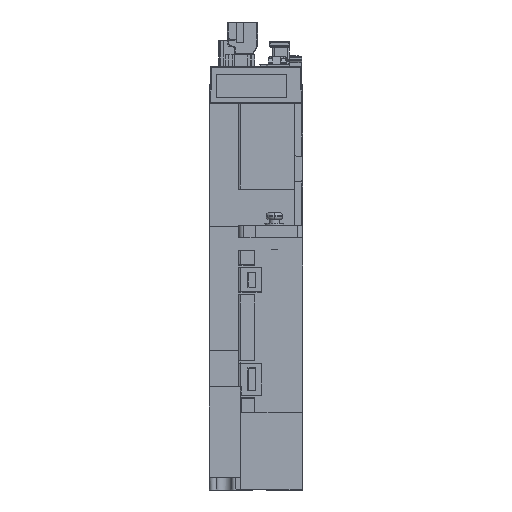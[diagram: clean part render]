
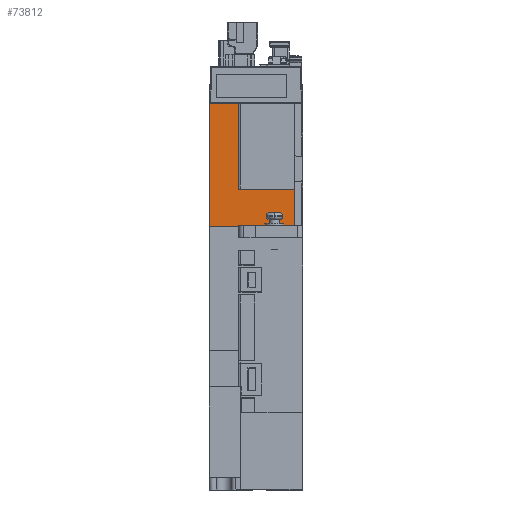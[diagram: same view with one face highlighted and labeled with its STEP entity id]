
A CAD part, front view. The second image highlights one B-rep face of the part: STEP entity #73812.
In plain terms, the highlighted planar face has unit normal (0, -1, 0).
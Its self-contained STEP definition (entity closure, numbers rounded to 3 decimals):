
#1687 = VERTEX_POINT ( 'NONE', #91901 ) ;
#6189 = LINE ( 'NONE', #21025, #160882 ) ;
#12557 = ORIENTED_EDGE ( 'NONE', *, *, #26903, .F. ) ;
#13929 = LINE ( 'NONE', #70576, #73569 ) ;
#16014 = ORIENTED_EDGE ( 'NONE', *, *, #139312, .T. ) ;
#16791 = LINE ( 'NONE', #83731, #115841 ) ;
#17349 = DIRECTION ( 'NONE',  ( -1., 0., 0. ) ) ;
#17916 = CARTESIAN_POINT ( 'NONE',  ( -9.759, -3.16, -0.599 ) ) ;
#18188 = VECTOR ( 'NONE', #160049, 39.37 ) ;
#21025 = CARTESIAN_POINT ( 'NONE',  ( -0.276, -3.16, -2.752 ) ) ;
#26903 = EDGE_CURVE ( 'NONE', #35461, #118537, #50470, .T. ) ;
#28940 = VERTEX_POINT ( 'NONE', #49290 ) ;
#32216 = CARTESIAN_POINT ( 'NONE',  ( 0.61, -3.16, -2.554 ) ) ;
#35369 = ORIENTED_EDGE ( 'NONE', *, *, #71768, .T. ) ;
#35461 = VERTEX_POINT ( 'NONE', #169860 ) ;
#42506 = EDGE_CURVE ( 'NONE', #28940, #118537, #173965, .T. ) ;
#44053 = LINE ( 'NONE', #100724, #155217 ) ;
#44408 = PLANE ( 'NONE',  #104220 ) ;
#46006 = VECTOR ( 'NONE', #71573, 39.37 ) ;
#47420 = VERTEX_POINT ( 'NONE', #151130 ) ;
#49290 = CARTESIAN_POINT ( 'NONE',  ( -0.276, -3.16, -0.599 ) ) ;
#50470 = LINE ( 'NONE', #164771, #69280 ) ;
#51318 = CARTESIAN_POINT ( 'NONE',  ( -0.276, -3.16, -2.554 ) ) ;
#60552 = EDGE_CURVE ( 'NONE', #162892, #157692, #44053, .T. ) ;
#62557 = DIRECTION ( 'NONE',  ( 0., 0., 1. ) ) ;
#62948 = CARTESIAN_POINT ( 'NONE',  ( -0.748, -3.16, -0.599 ) ) ;
#67786 = ORIENTED_EDGE ( 'NONE', *, *, #42506, .T. ) ;
#69280 = VECTOR ( 'NONE', #62557, 39.37 ) ;
#70576 = CARTESIAN_POINT ( 'NONE',  ( 0.61, -3.16, 0. ) ) ;
#71573 = DIRECTION ( 'NONE',  ( 0., 0., 1. ) ) ;
#71768 = EDGE_CURVE ( 'NONE', #35461, #47420, #16791, .T. ) ;
#73457 = DIRECTION ( 'NONE',  ( 1., 0., 0. ) ) ;
#73569 = VECTOR ( 'NONE', #142178, 39.37 ) ;
#73812 = ADVANCED_FACE ( 'NONE', ( #88050 ), #44408, .T. ) ;
#75129 = EDGE_CURVE ( 'NONE', #47420, #162892, #6189, .T. ) ;
#75363 = VERTEX_POINT ( 'NONE', #101258 ) ;
#83731 = CARTESIAN_POINT ( 'NONE',  ( -9.759, -3.16, -2.571 ) ) ;
#86431 = LINE ( 'NONE', #98536, #46006 ) ;
#88050 = FACE_OUTER_BOUND ( 'NONE', #140828, .T. ) ;
#91901 = CARTESIAN_POINT ( 'NONE',  ( 0.61, -3.16, -1.969 ) ) ;
#98536 = CARTESIAN_POINT ( 'NONE',  ( -0.276, -3.16, 0. ) ) ;
#100063 = LINE ( 'NONE', #114917, #120509 ) ;
#100724 = CARTESIAN_POINT ( 'NONE',  ( -9.759, -3.16, -2.554 ) ) ;
#101258 = CARTESIAN_POINT ( 'NONE',  ( -0.276, -3.16, -1.969 ) ) ;
#104220 = AXIS2_PLACEMENT_3D ( 'NONE', #129954, #173529, #116852 ) ;
#105035 = EDGE_CURVE ( 'NONE', #1687, #75363, #100063, .T. ) ;
#114917 = CARTESIAN_POINT ( 'NONE',  ( -9.759, -3.16, -1.969 ) ) ;
#115841 = VECTOR ( 'NONE', #73457, 39.37 ) ;
#116852 = DIRECTION ( 'NONE',  ( 0., 0., -1. ) ) ;
#118537 = VERTEX_POINT ( 'NONE', #62948 ) ;
#118608 = DIRECTION ( 'NONE',  ( 0., 0., 1. ) ) ;
#120509 = VECTOR ( 'NONE', #17349, 39.37 ) ;
#129954 = CARTESIAN_POINT ( 'NONE',  ( -9.759, -3.16, 0. ) ) ;
#139312 = EDGE_CURVE ( 'NONE', #157692, #1687, #13929, .T. ) ;
#140828 = EDGE_LOOP ( 'NONE', ( #67786, #12557, #35369, #154718, #144602, #16014, #169659, #141009 ) ) ;
#141009 = ORIENTED_EDGE ( 'NONE', *, *, #154828, .T. ) ;
#142178 = DIRECTION ( 'NONE',  ( 0., 0., 1. ) ) ;
#144602 = ORIENTED_EDGE ( 'NONE', *, *, #60552, .T. ) ;
#151130 = CARTESIAN_POINT ( 'NONE',  ( -0.276, -3.16, -2.571 ) ) ;
#154718 = ORIENTED_EDGE ( 'NONE', *, *, #75129, .T. ) ;
#154828 = EDGE_CURVE ( 'NONE', #75363, #28940, #86431, .T. ) ;
#155217 = VECTOR ( 'NONE', #157432, 39.37 ) ;
#157432 = DIRECTION ( 'NONE',  ( 1., 0., 0. ) ) ;
#157692 = VERTEX_POINT ( 'NONE', #32216 ) ;
#160049 = DIRECTION ( 'NONE',  ( -1., 0., 0. ) ) ;
#160882 = VECTOR ( 'NONE', #118608, 39.37 ) ;
#162892 = VERTEX_POINT ( 'NONE', #51318 ) ;
#164771 = CARTESIAN_POINT ( 'NONE',  ( -0.748, -3.16, -5.591 ) ) ;
#169659 = ORIENTED_EDGE ( 'NONE', *, *, #105035, .T. ) ;
#169860 = CARTESIAN_POINT ( 'NONE',  ( -0.748, -3.16, -2.571 ) ) ;
#173529 = DIRECTION ( 'NONE',  ( 0., -1., 0. ) ) ;
#173965 = LINE ( 'NONE', #17916, #18188 ) ;
